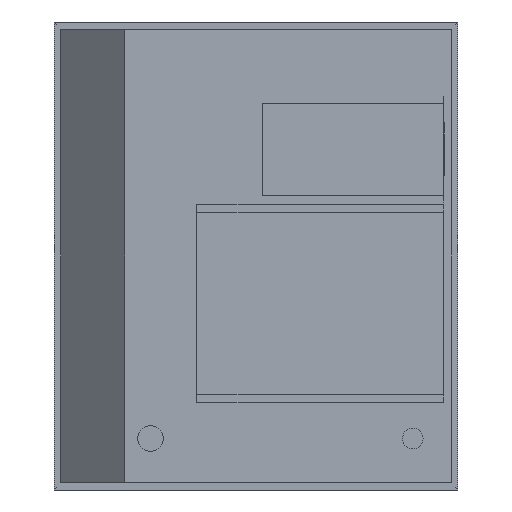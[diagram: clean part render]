
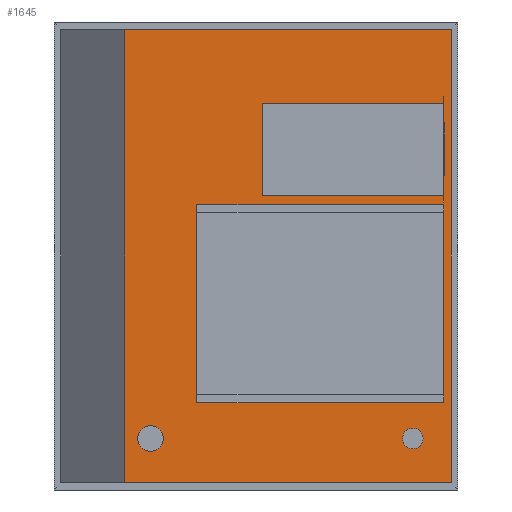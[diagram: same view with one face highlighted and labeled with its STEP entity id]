
A CAD part, front view. The second image highlights one B-rep face of the part: STEP entity #1645.
In plain terms, the highlighted planar face has unit normal (0, -1, 0).
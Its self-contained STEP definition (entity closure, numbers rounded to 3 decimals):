
#24=FACE_BOUND('',#216,.T.);
#25=FACE_BOUND('',#217,.T.);
#26=FACE_BOUND('',#218,.T.);
#27=FACE_BOUND('',#219,.T.);
#120=FACE_OUTER_BOUND('',#215,.T.);
#215=EDGE_LOOP('',(#1437,#1438,#1439,#1440));
#216=EDGE_LOOP('',(#1441,#1442,#1443,#1444,#1445,#1446,#1447,#1448));
#217=EDGE_LOOP('',(#1449,#1450));
#218=EDGE_LOOP('',(#1451,#1452));
#219=EDGE_LOOP('',(#1453,#1454,#1455,#1456));
#306=LINE('',#2413,#509);
#308=LINE('',#2418,#511);
#311=LINE('',#2425,#514);
#314=LINE('',#2431,#517);
#319=LINE('',#2440,#522);
#335=LINE('',#2473,#538);
#337=LINE('',#2476,#540);
#338=LINE('',#2478,#541);
#342=LINE('',#2506,#545);
#362=LINE('',#2545,#565);
#363=LINE('',#2547,#566);
#364=LINE('',#2549,#567);
#405=LINE('',#2636,#608);
#423=LINE('',#2670,#626);
#425=LINE('',#2673,#628);
#426=LINE('',#2674,#629);
#509=VECTOR('',#1970,10.);
#511=VECTOR('',#1974,10.);
#514=VECTOR('',#1979,10.);
#517=VECTOR('',#1984,10.);
#522=VECTOR('',#1991,10.);
#538=VECTOR('',#2021,10.);
#540=VECTOR('',#2025,10.);
#541=VECTOR('',#2028,10.);
#545=VECTOR('',#2058,10.);
#565=VECTOR('',#2090,10.);
#566=VECTOR('',#2093,10.);
#567=VECTOR('',#2096,10.);
#608=VECTOR('',#2169,10.);
#626=VECTOR('',#2199,10.);
#628=VECTOR('',#2203,10.);
#629=VECTOR('',#2204,10.);
#646=CIRCLE('',#1739,25.);
#647=CIRCLE('',#1740,25.);
#650=CIRCLE('',#1745,20.);
#651=CIRCLE('',#1746,20.);
#715=VERTEX_POINT('',#2407);
#717=VERTEX_POINT('',#2411);
#718=VERTEX_POINT('',#2415);
#720=VERTEX_POINT('',#2421);
#722=VERTEX_POINT('',#2424);
#724=VERTEX_POINT('',#2430);
#727=VERTEX_POINT('',#2438);
#737=VERTEX_POINT('',#2472);
#740=VERTEX_POINT('',#2484);
#741=VERTEX_POINT('',#2486);
#744=VERTEX_POINT('',#2495);
#745=VERTEX_POINT('',#2497);
#746=VERTEX_POINT('',#2502);
#748=VERTEX_POINT('',#2505);
#760=VERTEX_POINT('',#2541);
#761=VERTEX_POINT('',#2543);
#790=VERTEX_POINT('',#2634);
#791=VERTEX_POINT('',#2635);
#800=VERTEX_POINT('',#2667);
#801=VERTEX_POINT('',#2669);
#898=EDGE_CURVE('',#715,#717,#306,.T.);
#900=EDGE_CURVE('',#717,#718,#308,.T.);
#903=EDGE_CURVE('',#720,#722,#311,.T.);
#906=EDGE_CURVE('',#724,#722,#314,.T.);
#911=EDGE_CURVE('',#718,#727,#319,.T.);
#927=EDGE_CURVE('',#737,#724,#335,.T.);
#929=EDGE_CURVE('',#727,#737,#337,.T.);
#930=EDGE_CURVE('',#720,#715,#338,.T.);
#934=EDGE_CURVE('',#741,#740,#646,.T.);
#935=EDGE_CURVE('',#740,#741,#647,.T.);
#939=EDGE_CURVE('',#745,#744,#650,.T.);
#940=EDGE_CURVE('',#744,#745,#651,.T.);
#942=EDGE_CURVE('',#748,#746,#342,.T.);
#962=EDGE_CURVE('',#760,#761,#362,.T.);
#963=EDGE_CURVE('',#746,#760,#363,.T.);
#964=EDGE_CURVE('',#761,#748,#364,.T.);
#1005=EDGE_CURVE('',#790,#791,#405,.T.);
#1023=EDGE_CURVE('',#800,#801,#423,.T.);
#1025=EDGE_CURVE('',#790,#800,#425,.T.);
#1026=EDGE_CURVE('',#801,#791,#426,.T.);
#1437=ORIENTED_EDGE('',*,*,#1023,.F.);
#1438=ORIENTED_EDGE('',*,*,#1025,.F.);
#1439=ORIENTED_EDGE('',*,*,#1005,.T.);
#1440=ORIENTED_EDGE('',*,*,#1026,.F.);
#1441=ORIENTED_EDGE('',*,*,#927,.T.);
#1442=ORIENTED_EDGE('',*,*,#906,.T.);
#1443=ORIENTED_EDGE('',*,*,#903,.F.);
#1444=ORIENTED_EDGE('',*,*,#930,.T.);
#1445=ORIENTED_EDGE('',*,*,#898,.T.);
#1446=ORIENTED_EDGE('',*,*,#900,.T.);
#1447=ORIENTED_EDGE('',*,*,#911,.T.);
#1448=ORIENTED_EDGE('',*,*,#929,.T.);
#1449=ORIENTED_EDGE('',*,*,#934,.T.);
#1450=ORIENTED_EDGE('',*,*,#935,.T.);
#1451=ORIENTED_EDGE('',*,*,#939,.T.);
#1452=ORIENTED_EDGE('',*,*,#940,.T.);
#1453=ORIENTED_EDGE('',*,*,#962,.T.);
#1454=ORIENTED_EDGE('',*,*,#964,.T.);
#1455=ORIENTED_EDGE('',*,*,#942,.T.);
#1456=ORIENTED_EDGE('',*,*,#963,.T.);
#1555=PLANE('',#1779);
#1645=ADVANCED_FACE('',(#120,#24,#25,#26,#27),#1555,.T.);
#1739=AXIS2_PLACEMENT_3D('',#2487,#2036,#2037);
#1740=AXIS2_PLACEMENT_3D('',#2488,#2038,#2039);
#1745=AXIS2_PLACEMENT_3D('',#2498,#2049,#2050);
#1746=AXIS2_PLACEMENT_3D('',#2499,#2051,#2052);
#1779=AXIS2_PLACEMENT_3D('',#2672,#2201,#2202);
#1970=DIRECTION('',(1.,0.,0.));
#1974=DIRECTION('',(0.,0.,1.));
#1979=DIRECTION('',(1.,0.,0.));
#1984=DIRECTION('',(0.,0.,1.));
#1991=DIRECTION('',(1.,0.,0.));
#2021=DIRECTION('',(-1.,0.,0.));
#2025=DIRECTION('',(0.,0.,-1.));
#2028=DIRECTION('',(0.,0.,1.));
#2036=DIRECTION('center_axis',(0.,1.,0.));
#2037=DIRECTION('ref_axis',(1.,0.,0.));
#2038=DIRECTION('center_axis',(0.,1.,0.));
#2039=DIRECTION('ref_axis',(1.,0.,0.));
#2049=DIRECTION('center_axis',(0.,1.,0.));
#2050=DIRECTION('ref_axis',(1.,0.,0.));
#2051=DIRECTION('center_axis',(0.,1.,0.));
#2052=DIRECTION('ref_axis',(1.,0.,0.));
#2058=DIRECTION('',(1.,0.,0.));
#2090=DIRECTION('',(-1.,0.,0.));
#2093=DIRECTION('',(0.,0.,-1.));
#2096=DIRECTION('',(0.,0.,1.));
#2169=DIRECTION('',(0.,0.,1.));
#2199=DIRECTION('',(0.,0.,1.));
#2201=DIRECTION('center_axis',(0.,-1.,0.));
#2202=DIRECTION('ref_axis',(1.,0.,0.));
#2203=DIRECTION('',(-1.,0.,0.));
#2204=DIRECTION('',(1.,0.,0.));
#2407=CARTESIAN_POINT('',(12.,0.,297.));
#2411=CARTESIAN_POINT('',(364.,0.,297.));
#2413=CARTESIAN_POINT('',(12.,0.,297.));
#2415=CARTESIAN_POINT('',(364.,0.,310.));
#2418=CARTESIAN_POINT('',(364.,0.,440.));
#2421=CARTESIAN_POINT('',(12.,0.,118.));
#2424=CARTESIAN_POINT('',(364.,0.,118.));
#2425=CARTESIAN_POINT('',(12.,0.,118.));
#2430=CARTESIAN_POINT('',(364.,0.,105.));
#2431=CARTESIAN_POINT('',(364.,0.,440.));
#2438=CARTESIAN_POINT('',(365.,0.,310.));
#2440=CARTESIAN_POINT('',(55.,0.,310.));
#2472=CARTESIAN_POINT('',(365.,0.,105.));
#2473=CARTESIAN_POINT('',(55.,0.,105.));
#2476=CARTESIAN_POINT('',(365.,0.,103.75));
#2478=CARTESIAN_POINT('',(12.,0.,103.75));
#2484=CARTESIAN_POINT('',(-230.,0.,-355.));
#2486=CARTESIAN_POINT('',(-180.,0.,-355.));
#2487=CARTESIAN_POINT('Origin',(-205.,0.,-355.));
#2488=CARTESIAN_POINT('Origin',(-205.,0.,-355.));
#2495=CARTESIAN_POINT('',(285.,0.,-355.));
#2497=CARTESIAN_POINT('',(325.,0.,-355.));
#2498=CARTESIAN_POINT('Origin',(305.,0.,-355.));
#2499=CARTESIAN_POINT('Origin',(305.,0.,-355.));
#2502=CARTESIAN_POINT('',(365.,0.,100.));
#2505=CARTESIAN_POINT('',(-115.,0.,100.));
#2506=CARTESIAN_POINT('',(55.,0.,100.));
#2541=CARTESIAN_POINT('',(365.,0.,-285.));
#2543=CARTESIAN_POINT('',(-115.,0.,-285.));
#2545=CARTESIAN_POINT('',(55.,0.,-285.));
#2547=CARTESIAN_POINT('',(365.,0.,-46.25));
#2549=CARTESIAN_POINT('',(-115.,0.,-46.25));
#2634=CARTESIAN_POINT('',(380.,0.,-440.));
#2635=CARTESIAN_POINT('',(380.,0.,440.));
#2636=CARTESIAN_POINT('',(380.,0.,0.));
#2667=CARTESIAN_POINT('',(-255.,0.,-440.));
#2669=CARTESIAN_POINT('',(-255.,0.,440.));
#2670=CARTESIAN_POINT('',(-255.,0.,0.));
#2672=CARTESIAN_POINT('Origin',(-255.,0.,0.));
#2673=CARTESIAN_POINT('',(-255.,0.,-440.));
#2674=CARTESIAN_POINT('',(-255.,0.,440.));
